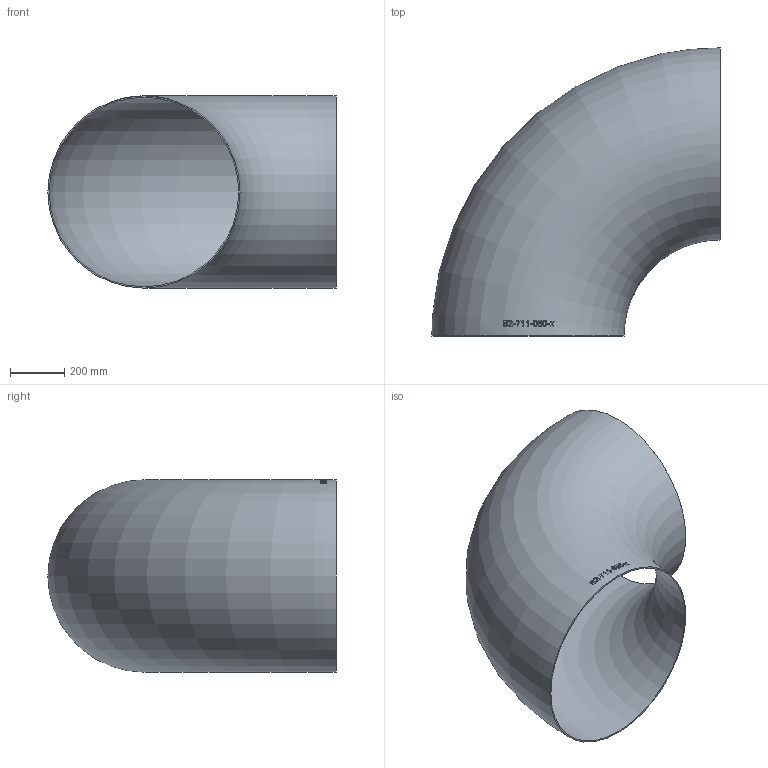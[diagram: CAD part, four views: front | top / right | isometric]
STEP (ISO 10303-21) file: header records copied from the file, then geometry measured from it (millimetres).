
FILE_DESCRIPTION (( 'STEP AP214' ), '1' );
FILE_NAME ('B2-711-050-x Bogen 2004.STEP', '2020-04-02T07:48:26', ( '' ), ( '' ), 'SwSTEP 2.0', 'SolidWorks 2019', '' );
FILE_SCHEMA (( 'AUTOMOTIVE_DESIGN' ));
Length unit declared in the file: millimetre
Products named in the file (1): B2-711-050-x Bogen 2004
Bounding box: 1066.6 x 1066.6 x 711.2 mm (x, y, z)
Volume: 12388998.6 mm3; surface area: 4977832.7 mm2
Topology: 1 solids, 1 shells, 137 faces, 361 edges, 241 vertices
Faces by surface type: bspline 117, torus 18, plane 2
Entity records: 28720 total; most frequent: CARTESIAN_POINT 24942, ORIENTED_EDGE 710, EDGE_CURVE 355, B_SPLINE_CURVE_WITH_KNOTS 351, VERTEX_POINT 238, EDGE_LOOP 157, FACE_OUTER_BOUND 139, ADVANCED_FACE 137
